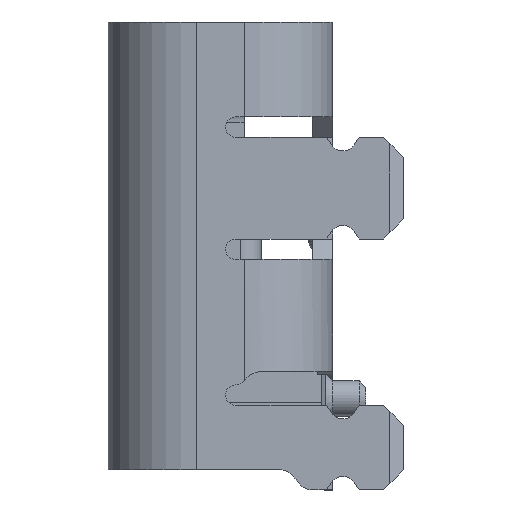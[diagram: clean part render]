
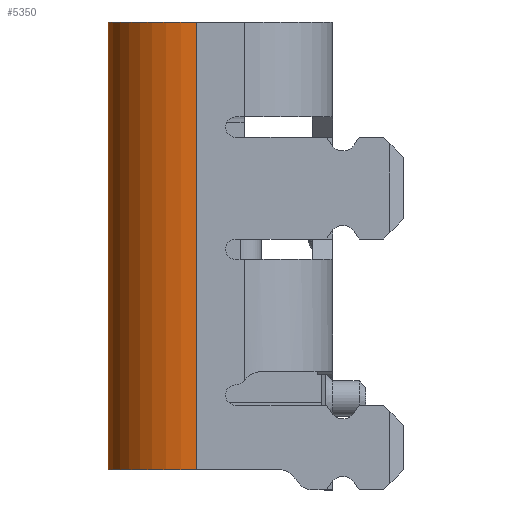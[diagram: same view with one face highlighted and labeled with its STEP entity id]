
A CAD part, left-side view. The second image highlights one B-rep face of the part: STEP entity #5350.
In plain terms, the highlighted cylindrical face has radius 1.3 mm (diameter 2.6 mm), a partial arc.
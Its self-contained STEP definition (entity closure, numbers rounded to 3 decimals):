
#3644 = CARTESIAN_POINT ( 'NONE',  ( -3.17, 2.01, 3.45 ) ) ;
#3914 = CARTESIAN_POINT ( 'NONE',  ( -4.47, 2.01, 3.45 ) ) ;
#4367 = AXIS2_PLACEMENT_3D ( 'NONE', #20549, #23319, #17421 ) ;
#5350 = ADVANCED_FACE ( 'NONE', ( #17986 ), #16105, .T. ) ;
#6704 = EDGE_CURVE ( 'NONE', #30416, #20352, #36065, .T. ) ;
#7937 = CIRCLE ( 'NONE', #35852, 1.3 ) ;
#8563 = EDGE_CURVE ( 'NONE', #30416, #12524, #7937, .T. ) ;
#9761 = DIRECTION ( 'NONE',  ( 0., 0., -1. ) ) ;
#11177 = ORIENTED_EDGE ( 'NONE', *, *, #8563, .F. ) ;
#11325 = VECTOR ( 'NONE', #37754, 1000. ) ;
#11397 = CARTESIAN_POINT ( 'NONE',  ( -3.17, 3.31, 3.45 ) ) ;
#12524 = VERTEX_POINT ( 'NONE', #3914 ) ;
#13917 = DIRECTION ( 'NONE',  ( 0., 0., 1. ) ) ;
#15986 = ORIENTED_EDGE ( 'NONE', *, *, #16657, .F. ) ;
#16105 = CYLINDRICAL_SURFACE ( 'NONE', #28282, 1.3 ) ;
#16427 = CARTESIAN_POINT ( 'NONE',  ( -3.17, 3.31, -3.15 ) ) ;
#16657 = EDGE_CURVE ( 'NONE', #12524, #18575, #25453, .T. ) ;
#17421 = DIRECTION ( 'NONE',  ( 1., 0., 0. ) ) ;
#17762 = CIRCLE ( 'NONE', #4367, 1.3 ) ;
#17986 = FACE_OUTER_BOUND ( 'NONE', #30516, .T. ) ;
#18575 = VERTEX_POINT ( 'NONE', #28060 ) ;
#20159 = CARTESIAN_POINT ( 'NONE',  ( -3.17, 2.01, 3.45 ) ) ;
#20352 = VERTEX_POINT ( 'NONE', #16427 ) ;
#20549 = CARTESIAN_POINT ( 'NONE',  ( -3.17, 2.01, -3.15 ) ) ;
#21309 = CARTESIAN_POINT ( 'NONE',  ( -3.17, 3.31, 3.45 ) ) ;
#23319 = DIRECTION ( 'NONE',  ( 0., 0., 1. ) ) ;
#25453 = LINE ( 'NONE', #31044, #27360 ) ;
#27360 = VECTOR ( 'NONE', #33531, 1000. ) ;
#27547 = ORIENTED_EDGE ( 'NONE', *, *, #33105, .T. ) ;
#28060 = CARTESIAN_POINT ( 'NONE',  ( -4.47, 2.01, -3.15 ) ) ;
#28282 = AXIS2_PLACEMENT_3D ( 'NONE', #3644, #9761, #33638 ) ;
#28958 = DIRECTION ( 'NONE',  ( 1., 0., 0. ) ) ;
#30416 = VERTEX_POINT ( 'NONE', #21309 ) ;
#30516 = EDGE_LOOP ( 'NONE', ( #35808, #27547, #15986, #11177 ) ) ;
#31044 = CARTESIAN_POINT ( 'NONE',  ( -4.47, 2.01, 3.45 ) ) ;
#33105 = EDGE_CURVE ( 'NONE', #20352, #18575, #17762, .T. ) ;
#33531 = DIRECTION ( 'NONE',  ( 0., 0., -1. ) ) ;
#33638 = DIRECTION ( 'NONE',  ( -1., 0., 0. ) ) ;
#35808 = ORIENTED_EDGE ( 'NONE', *, *, #6704, .T. ) ;
#35852 = AXIS2_PLACEMENT_3D ( 'NONE', #20159, #13917, #28958 ) ;
#36065 = LINE ( 'NONE', #11397, #11325 ) ;
#37754 = DIRECTION ( 'NONE',  ( 0., 0., -1. ) ) ;
